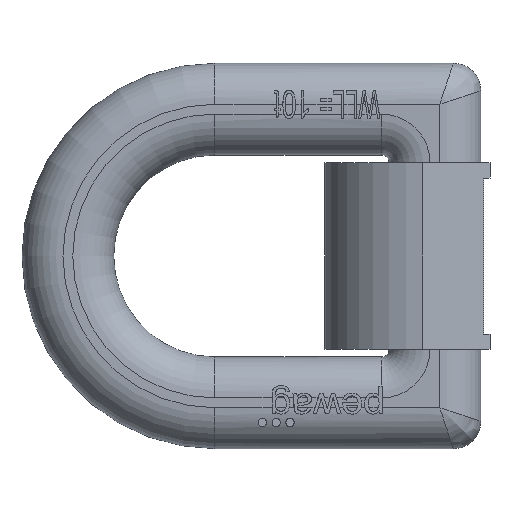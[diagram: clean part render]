
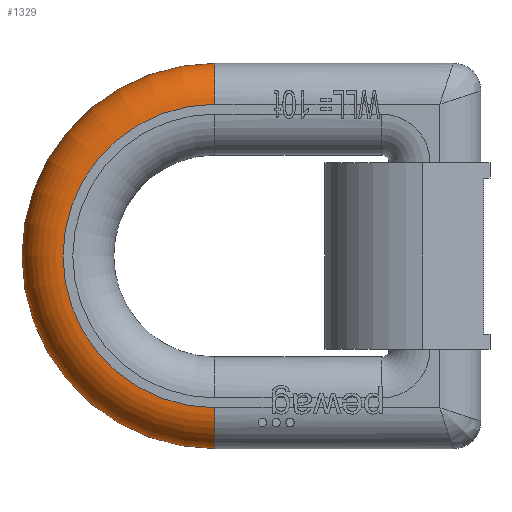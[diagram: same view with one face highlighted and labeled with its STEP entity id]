
A CAD part, left-side view. The second image highlights one B-rep face of the part: STEP entity #1329.
In plain terms, the highlighted toroidal (fillet/blend) face has major radius 49.6 mm and minor radius 13.4 mm.
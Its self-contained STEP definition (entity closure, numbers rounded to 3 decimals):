
#175=TOROIDAL_SURFACE('',#9024,49.6,13.4);
#1329=ADVANCED_FACE('',(#1849),#175,.T.);
#1849=FACE_OUTER_BOUND('',#2299,.T.);
#2299=EDGE_LOOP('',(#3213,#3214,#3215,#3216));
#2741=CIRCLE('',#8946,63.);
#2757=CIRCLE('',#8986,49.6);
#2762=CIRCLE('',#8998,13.4);
#2766=CIRCLE('',#9023,13.4);
#3213=ORIENTED_EDGE('',*,*,#6496,.T.);
#3214=ORIENTED_EDGE('',*,*,#6454,.F.);
#3215=ORIENTED_EDGE('',*,*,#6575,.F.);
#3216=ORIENTED_EDGE('',*,*,#6350,.F.);
#5465=VERTEX_POINT('',#11173);
#5467=VERTEX_POINT('',#11179);
#5554=VERTEX_POINT('',#11504);
#5555=VERTEX_POINT('',#11506);
#6350=EDGE_CURVE('',#5467,#5465,#2741,.T.);
#6454=EDGE_CURVE('',#5554,#5555,#2757,.T.);
#6496=EDGE_CURVE('',#5467,#5555,#2762,.T.);
#6575=EDGE_CURVE('',#5465,#5554,#2766,.T.);
#8946=AXIS2_PLACEMENT_3D('',#11180,#9506,#9507);
#8986=AXIS2_PLACEMENT_3D('',#11505,#9645,#9646);
#8998=AXIS2_PLACEMENT_3D('',#11787,#9682,#9683);
#9023=AXIS2_PLACEMENT_3D('',#12412,#9756,#9757);
#9024=AXIS2_PLACEMENT_3D('',#12413,#9758,#9759);
#9506=DIRECTION('',(1.,0.,0.));
#9507=DIRECTION('',(0.,0.,1.));
#9645=DIRECTION('',(-1.,0.,0.));
#9646=DIRECTION('',(0.,0.,1.));
#9682=DIRECTION('',(0.,1.,0.));
#9683=DIRECTION('',(0.,0.,1.));
#9756=DIRECTION('',(0.,-1.,0.));
#9757=DIRECTION('',(0.,0.,-1.));
#9758=DIRECTION('',(-1.,0.,0.));
#9759=DIRECTION('',(0.,0.,1.));
#11173=CARTESIAN_POINT('',(-0.1,90.,63.));
#11179=CARTESIAN_POINT('',(-0.1,90.,-63.));
#11180=CARTESIAN_POINT('',(-0.1,90.,0.));
#11504=CARTESIAN_POINT('',(-13.5,90.,49.6));
#11505=CARTESIAN_POINT('',(-13.5,90.,0.));
#11506=CARTESIAN_POINT('',(-13.5,90.,-49.6));
#11787=CARTESIAN_POINT('',(-0.1,90.,-49.6));
#12412=CARTESIAN_POINT('',(-0.1,90.,49.6));
#12413=CARTESIAN_POINT('',(-0.1,90.,0.));
